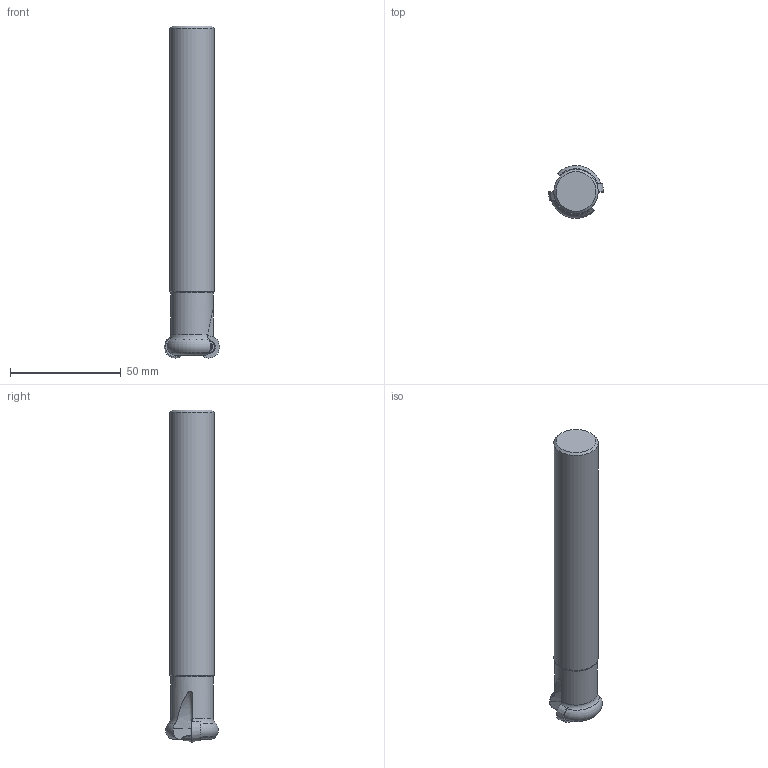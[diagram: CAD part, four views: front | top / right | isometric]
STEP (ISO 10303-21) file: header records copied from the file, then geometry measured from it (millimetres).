
FILE_DESCRIPTION(/* description */ (''),/* implementation_level */ '2;1');
FILE_NAME(/* name */ '1542870373683.stp',/* time_stamp */ '2018-11-22T12:36:28+05:00',/* author */ (''),/* organization */ ('SMS'),/* preprocessor_version */ 'ST-DEVELOPER v15',/* originating_system */ 'SIEMENS PLM Software NX 8.5',/* authorisation */ '');
FILE_SCHEMA (('AUTOMOTIVE_DESIGN { 1 0 10303 214 3 1 1 1 }'));
Length unit declared in the file: millimetre
Products named in the file (4): ASSEMBLY_CONSTRUCTION; 201856433mod000_00; 201914963mod000_00; 201915047mod000_00
Assembly tree (4 placements, depth 2):
  201915047mod000_00
    201914963mod000_00
    201856433mod000_00  x2
    ASSEMBLY_CONSTRUCTION
Bounding box: 25 x 23.86 x 150 mm (x, y, z)
Volume: 45438.9 mm3; surface area: 10954.1 mm2
Topology: 3 solids, 3 shells, 137 faces, 345 edges, 228 vertices
Faces by surface type: plane 52, cone 30, extrusion 24, torus 19, cylinder 10, sphere 2
Full cylindrical faces by diameter (mm): 3.5 x2, 4.4 x2, 5.25 x2, 19.26 x1, 19.994 x1
Entity records: 5374 total; most frequent: CARTESIAN_POINT 2154, DIRECTION 628, ORIENTED_EDGE 610, EDGE_CURVE 305, AXIS2_PLACEMENT_3D 260, VERTEX_POINT 205, EDGE_LOOP 158, ADVANCED_FACE 131
